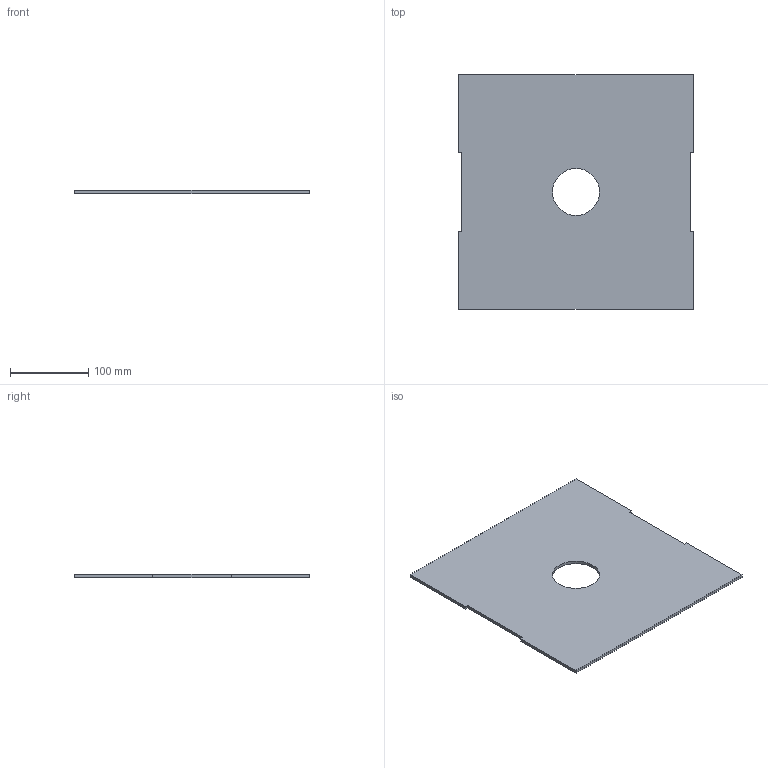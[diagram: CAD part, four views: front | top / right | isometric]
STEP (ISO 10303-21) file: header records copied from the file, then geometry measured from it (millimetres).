
FILE_DESCRIPTION(/* description */ (''),/* implementation_level */ '2;1');
FILE_NAME(/* name */ 'feeding_parts_stand_ipt_1f4819e8.STEP',/* time_stamp */ '2024-03-20T17:29:13+02:00',/* author */ ('Ahmed Hawary'),/* organization */ (''),/* preprocessor_version */ 'ST-DEVELOPER v18.1',/* originating_system */ 'Autodesk Inventor 2021',/* authorisation */ '');
FILE_SCHEMA (('AUTOMOTIVE_DESIGN { 1 0 10303 214 3 1 1 }'));
Length unit declared in the file: millimetre
Products named in the file (1): feeding_parts_stand
Bounding box: 300 x 300 x 4 mm (x, y, z)
Volume: 345490.3 mm3; surface area: 178363.1 mm2
Topology: 1 solids, 1 shells, 15 faces, 45 edges, 37 vertices
Faces by surface type: plane 14, cylinder 1
Full cylindrical faces by diameter (mm): 60 x1
Entity records: 552 total; most frequent: CARTESIAN_POINT 92, ORIENTED_EDGE 78, DIRECTION 75, EDGE_CURVE 39, LINE 37, VECTOR 37, VERTEX_POINT 26, AXIS2_PLACEMENT_3D 19
